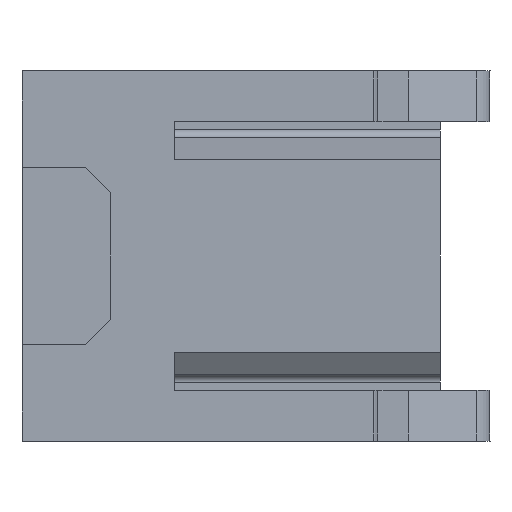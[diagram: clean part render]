
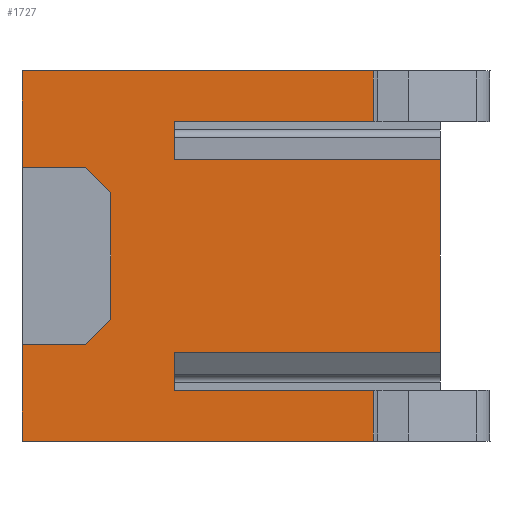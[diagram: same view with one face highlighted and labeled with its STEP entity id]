
A CAD part, front view. The second image highlights one B-rep face of the part: STEP entity #1727.
In plain terms, the highlighted planar face has unit normal (0, -1, 0).
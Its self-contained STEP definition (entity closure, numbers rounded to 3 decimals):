
#47=DIRECTION('',(1.,0.,0.));
#48=VECTOR('',#47,13.85);
#49=CARTESIAN_POINT('',(0.,-15.15,-7.3));
#50=LINE('',#49,#48);
#321=DIRECTION('',(1.,0.,0.));
#322=VECTOR('',#321,2.5);
#323=CARTESIAN_POINT('',(0.,-15.15,3.5));
#324=LINE('',#323,#322);
#325=DIRECTION('',(0.,0.,1.));
#326=VECTOR('',#325,3.8);
#327=CARTESIAN_POINT('',(0.,-15.15,3.5));
#328=LINE('',#327,#326);
#329=DIRECTION('',(-1.,0.,0.));
#330=VECTOR('',#329,7.85);
#331=CARTESIAN_POINT('',(13.85,-15.15,5.3));
#332=LINE('',#331,#330);
#333=DIRECTION('',(0.,0.,1.));
#334=VECTOR('',#333,1.5);
#335=CARTESIAN_POINT('',(6.,-15.15,3.8));
#336=LINE('',#335,#334);
#337=DIRECTION('',(1.,0.,0.));
#338=VECTOR('',#337,10.5);
#339=CARTESIAN_POINT('',(6.,-15.15,3.8));
#340=LINE('',#339,#338);
#341=DIRECTION('',(0.,0.,1.));
#342=VECTOR('',#341,1.5);
#343=CARTESIAN_POINT('',(6.,-15.15,-5.3));
#344=LINE('',#343,#342);
#345=DIRECTION('',(-1.,0.,0.));
#346=VECTOR('',#345,7.85);
#347=CARTESIAN_POINT('',(13.85,-15.15,-5.3));
#348=LINE('',#347,#346);
#349=DIRECTION('',(0.,0.,1.));
#350=VECTOR('',#349,3.8);
#351=CARTESIAN_POINT('',(0.,-15.15,-7.3));
#352=LINE('',#351,#350);
#353=DIRECTION('',(1.,0.,0.));
#354=VECTOR('',#353,2.5);
#355=CARTESIAN_POINT('',(0.,-15.15,-3.5));
#356=LINE('',#355,#354);
#357=DIRECTION('',(-0.707,0.,-0.707));
#358=VECTOR('',#357,1.414);
#359=CARTESIAN_POINT('',(3.5,-15.15,-2.5));
#360=LINE('',#359,#358);
#361=DIRECTION('',(0.,0.,-1.));
#362=VECTOR('',#361,5.);
#363=CARTESIAN_POINT('',(3.5,-15.15,2.5));
#364=LINE('',#363,#362);
#365=DIRECTION('',(0.707,0.,-0.707));
#366=VECTOR('',#365,1.414);
#367=CARTESIAN_POINT('',(2.5,-15.15,3.5));
#368=LINE('',#367,#366);
#407=DIRECTION('',(1.,0.,0.));
#408=VECTOR('',#407,13.85);
#409=CARTESIAN_POINT('',(0.,-15.15,7.3));
#410=LINE('',#409,#408);
#487=DIRECTION('',(0.,0.,-1.));
#488=VECTOR('',#487,7.6);
#489=CARTESIAN_POINT('',(16.5,-15.15,3.8));
#490=LINE('',#489,#488);
#541=DIRECTION('',(1.,0.,0.));
#542=VECTOR('',#541,10.5);
#543=CARTESIAN_POINT('',(6.,-15.15,-3.8));
#544=LINE('',#543,#542);
#694=DIRECTION('',(0.,0.,1.));
#695=VECTOR('',#694,2.);
#696=CARTESIAN_POINT('',(13.85,-15.15,-7.3));
#697=LINE('',#696,#695);
#703=DIRECTION('',(0.,0.,1.));
#704=VECTOR('',#703,2.);
#705=CARTESIAN_POINT('',(13.85,-15.15,5.3));
#706=LINE('',#705,#704);
#1061=CARTESIAN_POINT('',(0.,-15.15,-7.3));
#1062=VERTEX_POINT('',#1061);
#1063=CARTESIAN_POINT('',(13.85,-15.15,-7.3));
#1064=VERTEX_POINT('',#1063);
#1093=CARTESIAN_POINT('',(0.,-15.15,7.3));
#1094=VERTEX_POINT('',#1093);
#1095=CARTESIAN_POINT('',(13.85,-15.15,7.3));
#1096=VERTEX_POINT('',#1095);
#1129=CARTESIAN_POINT('',(13.85,-15.15,-5.3));
#1130=CARTESIAN_POINT('',(6.,-15.15,-5.3));
#1131=VERTEX_POINT('',#1129);
#1132=VERTEX_POINT('',#1130);
#1133=CARTESIAN_POINT('',(13.85,-15.15,5.3));
#1134=CARTESIAN_POINT('',(6.,-15.15,5.3));
#1135=VERTEX_POINT('',#1133);
#1136=VERTEX_POINT('',#1134);
#1201=CARTESIAN_POINT('',(16.5,-15.15,3.8));
#1202=VERTEX_POINT('',#1201);
#1203=CARTESIAN_POINT('',(16.5,-15.15,-3.8));
#1204=VERTEX_POINT('',#1203);
#1231=CARTESIAN_POINT('',(6.,-15.15,3.8));
#1232=VERTEX_POINT('',#1231);
#1233=CARTESIAN_POINT('',(6.,-15.15,
-3.8));
#1235=VERTEX_POINT('',#1233);
#1285=CARTESIAN_POINT('',(0.,-15.15,3.5));
#1286=CARTESIAN_POINT('',(2.5,-15.15,3.5));
#1287=VERTEX_POINT('',#1285);
#1288=VERTEX_POINT('',#1286);
#1289=CARTESIAN_POINT('',(3.5,-15.15,2.5));
#1290=VERTEX_POINT('',#1289);
#1291=CARTESIAN_POINT('',(3.5,-15.15,-2.5));
#1292=VERTEX_POINT('',#1291);
#1293=CARTESIAN_POINT('',(2.5,-15.15,-3.5));
#1294=VERTEX_POINT('',#1293);
#1295=CARTESIAN_POINT('',(0.,-15.15,-3.5));
#1296=VERTEX_POINT('',#1295);
#1690=CARTESIAN_POINT('',(0.,-15.15,-7.3));
#1691=DIRECTION('',(0.,-1.,0.));
#1692=DIRECTION('',(1.,0.,0.));
#1693=AXIS2_PLACEMENT_3D('',#1690,#1691,#1692);
#1694=PLANE('',#1693);
#1695=ORIENTED_EDGE('',*,*,#1602,.F.);
#1696=ORIENTED_EDGE('',*,*,#1618,.T.);
#1698=ORIENTED_EDGE('',*,*,#1697,.T.);
#1700=ORIENTED_EDGE('',*,*,#1699,.F.);
#1702=ORIENTED_EDGE('',*,*,#1701,.T.);
#1703=ORIENTED_EDGE('',*,*,#1474,.F.);
#1705=ORIENTED_EDGE('',*,*,#1704,.T.);
#1707=ORIENTED_EDGE('',*,*,#1706,.T.);
#1709=ORIENTED_EDGE('',*,*,#1708,.F.);
#1710=ORIENTED_EDGE('',*,*,#1501,.F.);
#1712=ORIENTED_EDGE('',*,*,#1711,.F.);
#1714=ORIENTED_EDGE('',*,*,#1713,.F.);
#1715=ORIENTED_EDGE('',*,*,#1424,.F.);
#1716=ORIENTED_EDGE('',*,*,#1625,.T.);
#1718=ORIENTED_EDGE('',*,*,#1717,.T.);
#1720=ORIENTED_EDGE('',*,*,#1719,.F.);
#1722=ORIENTED_EDGE('',*,*,#1721,.F.);
#1724=ORIENTED_EDGE('',*,*,#1723,.F.);
#1725=EDGE_LOOP('',(#1695,#1696,#1698,#1700,#1702,#1703,#1705,#1707,#1709,#1710,
#1712,#1714,#1715,#1716,#1718,#1720,#1722,#1724));
#1726=FACE_OUTER_BOUND('',#1725,.F.);
#1727=ADVANCED_FACE('',(#1726),#1694,.T.);
#1424=EDGE_CURVE('',#1062,#1064,#50,.T.);
#1474=EDGE_CURVE('',#1232,#1136,#336,.T.);
#1501=EDGE_CURVE('',#1132,#1235,#344,.T.);
#1602=EDGE_CURVE('',#1287,#1288,#324,.T.);
#1618=EDGE_CURVE('',#1287,#1094,#328,.T.);
#1625=EDGE_CURVE('',#1062,#1296,#352,.T.);
#1697=EDGE_CURVE('',#1094,#1096,#410,.T.);
#1699=EDGE_CURVE('',#1135,#1096,#706,.T.);
#1701=EDGE_CURVE('',#1135,#1136,#332,.T.);
#1704=EDGE_CURVE('',#1232,#1202,#340,.T.);
#1706=EDGE_CURVE('',#1202,#1204,#490,.T.);
#1708=EDGE_CURVE('',#1235,#1204,#544,.T.);
#1711=EDGE_CURVE('',#1131,#1132,#348,.T.);
#1713=EDGE_CURVE('',#1064,#1131,#697,.T.);
#1717=EDGE_CURVE('',#1296,#1294,#356,.T.);
#1719=EDGE_CURVE('',#1292,#1294,#360,.T.);
#1721=EDGE_CURVE('',#1290,#1292,#364,.T.);
#1723=EDGE_CURVE('',#1288,#1290,#368,.T.);
